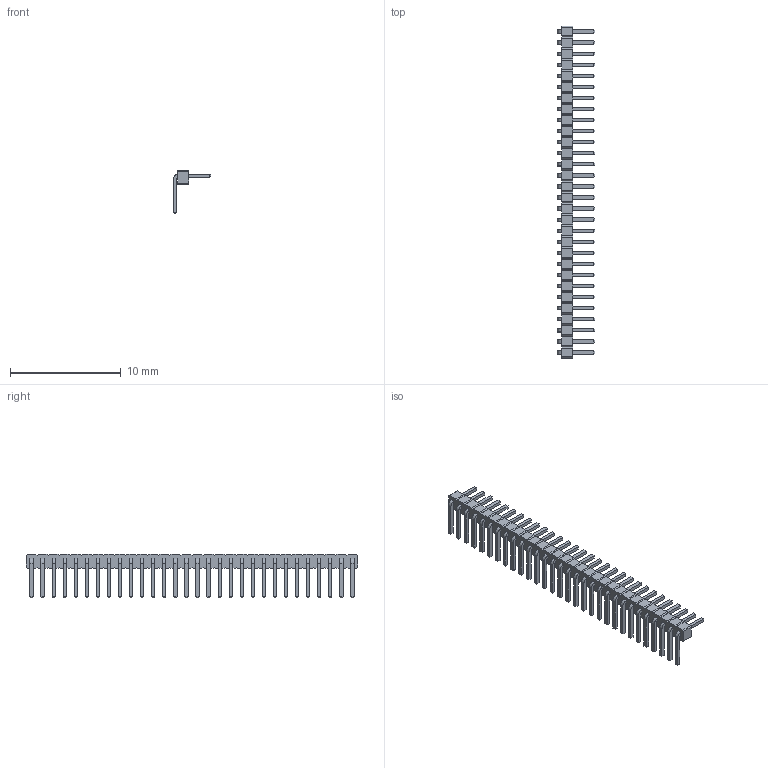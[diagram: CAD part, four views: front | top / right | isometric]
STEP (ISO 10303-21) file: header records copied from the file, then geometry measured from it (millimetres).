
FILE_DESCRIPTION(/* description */ ('model of Pin_Header_Angled_1x30_Pitch1.00mm'),/* implementation_level */ '2;1');
FILE_NAME(/* name */ 'Pin_Header_Angled_1x30_Pitch1.00mm.step',/* time_stamp */ '2017-09-10T19:47:21',/* author */ ('kicad StepUp','ksu'),/* organization */ ('FreeCAD'),/* preprocessor_version */ 'OCC',/* originating_system */ 'kicad StepUp',/* authorisation */ '');
FILE_SCHEMA(('AUTOMOTIVE_DESIGN { 1 0 10303 214 1 1 1 1 }'));
Length unit declared in the file: millimetre
Products named in the file (1): Pin_Header_Angled_1x30_Pitch100mm
Bounding box: 3.4 x 30 x 3.94 mm (x, y, z)
Volume: 52.3 mm3; surface area: 337.5 mm2
Topology: 1 solids, 1 shells, 784 faces, 1926 edges, 1204 vertices
Faces by surface type: plane 724, cylinder 60
Entity records: 27911 total; most frequent: CARTESIAN_POINT 3915, ORIENTED_EDGE 3852, DIRECTION 3616, EDGE_CURVE 1926, LINE 1806, VECTOR 1806, VERTEX_POINT 1204, AXIS2_PLACEMENT_3D 905
